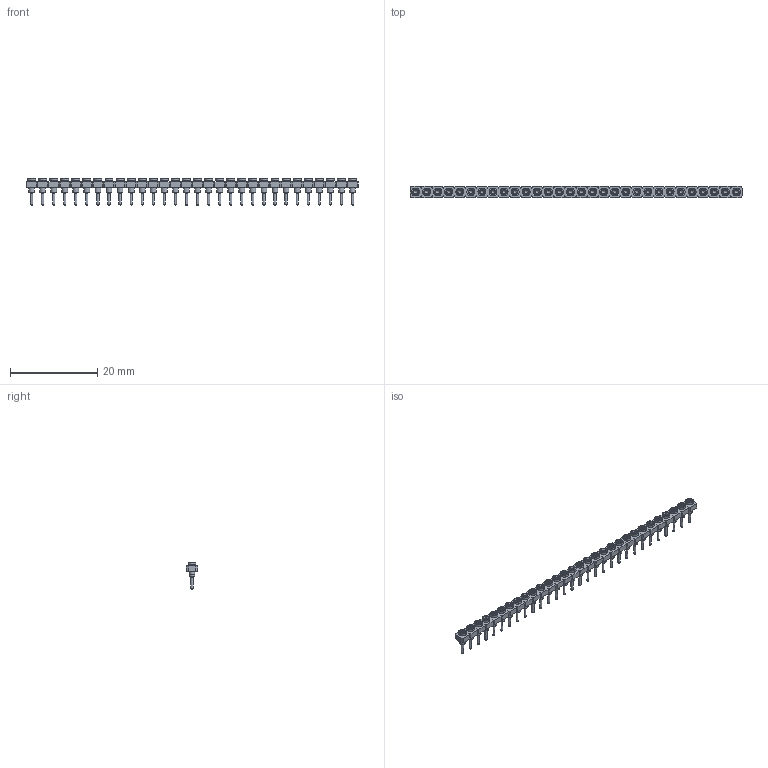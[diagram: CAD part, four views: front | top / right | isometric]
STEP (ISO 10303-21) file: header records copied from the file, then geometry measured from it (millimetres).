
FILE_DESCRIPTION(('FreeCAD Model'),'2;1');
FILE_NAME('Open CASCADE Shape Model','2025-01-11T13:40:01',(''),(''), 'Open CASCADE STEP processor 7.8','FreeCAD','Unknown');
FILE_SCHEMA(('AUTOMOTIVE_DESIGN { 1 0 10303 214 1 1 1 1 }'));
Length unit declared in the file: millimetre
Products named in the file (31): SC-4P1_pins495; SL-130_socket; SC-4P1_pins435; SC-4P1_pins436; SC-4P1_pins437; SC-4P1_pins438; SC-4P1_pins439; SC-4P1_pins440; SC-4P1_pins441; SC-4P1_pins442; SC-4P1_pins443; SC-4P1_pins444; SC-4P1_pins445; SC-4P1_pins446; SC-4P1_pins447; SC-4P1_pins448; SC-4P1_pins449; SC-4P1_pins450; SC-4P1_pins451; SC-4P1_pins452; SC-4P1_pins453; SC-4P1_pins454; SC-4P1_pins455; SC-4P1_pins456; SC-4P1_pins457; SC-4P1_pins458; SC-4P1_pins459; SC-4P1_pins460; SC-4P1_pins461; SC-4P1_pins462; SC-4P1_pins463
Bounding box: 76.2 x 2.54 x 6.1 mm (x, y, z)
Volume: 288.3 mm3; surface area: 1701.4 mm2
Topology: 31 solids, 31 shells, 694 faces, 1536 edges, 994 vertices
Faces by surface type: plane 334, cylinder 210, cone 120, sphere 30
Full cylindrical faces by diameter (mm): 0.508 x30, 0.914 x30, 1.016 x30, 1.321 x90, 1.829 x30
Entity records: 19312 total; most frequent: CARTESIAN_POINT 3645, DIRECTION 3076, ORIENTED_EDGE 2952, EDGE_CURVE 1476, AXIS2_PLACEMENT_3D 1265, VERTEX_POINT 994, FACE_BOUND 904, EDGE_LOOP 904
